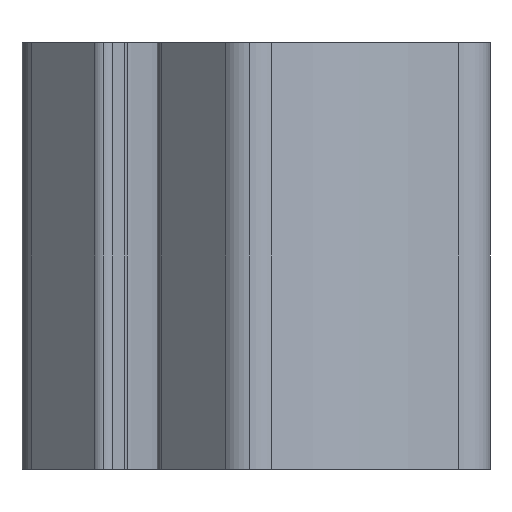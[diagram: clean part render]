
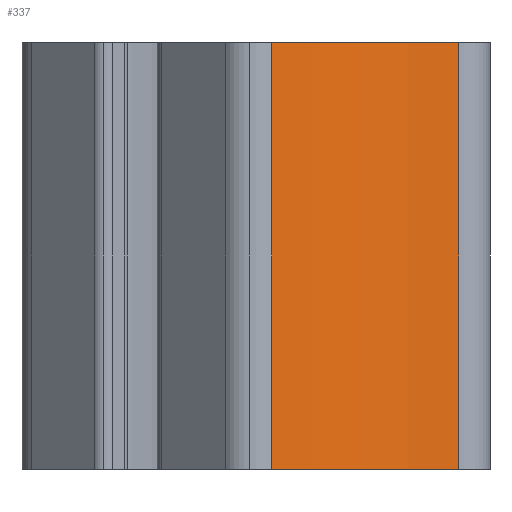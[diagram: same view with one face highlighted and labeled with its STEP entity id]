
A CAD part, left-side view. The second image highlights one B-rep face of the part: STEP entity #337.
In plain terms, the highlighted cylindrical face has radius 40 mm (diameter 80 mm), a partial arc.
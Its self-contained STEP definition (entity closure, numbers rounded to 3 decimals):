
#70 = FACE_OUTER_BOUND ( 'NONE', #2114, .T. ) ;
#81 = DIRECTION ( 'NONE',  ( -1., 0., 0. ) ) ;
#84 = VERTEX_POINT ( 'NONE', #100 ) ;
#100 = CARTESIAN_POINT ( 'NONE',  ( -15.598, -19.325, 25. ) ) ;
#108 = VERTEX_POINT ( 'NONE', #639 ) ;
#167 = VECTOR ( 'NONE', #1793, 1000. ) ;
#246 = DIRECTION ( 'NONE',  ( 0., 0., -1. ) ) ;
#273 = CARTESIAN_POINT ( 'NONE',  ( -55.433, -22.961, 25. ) ) ;
#337 = ADVANCED_FACE ( 'NONE', ( #70 ), #1736, .F. ) ;
#481 = DIRECTION ( 'NONE',  ( 1., 0., 0. ) ) ;
#626 = DIRECTION ( 'NONE',  ( 1., 0., 0. ) ) ;
#639 = CARTESIAN_POINT ( 'NONE',  ( -24.694, 2.635, 25. ) ) ;
#672 = AXIS2_PLACEMENT_3D ( 'NONE', #1353, #2103, #81 ) ;
#718 = ORIENTED_EDGE ( 'NONE', *, *, #2375, .F. ) ;
#731 = VECTOR ( 'NONE', #1471, 1000. ) ;
#741 = ORIENTED_EDGE ( 'NONE', *, *, #1929, .F. ) ;
#758 = EDGE_CURVE ( 'NONE', #108, #950, #1038, .T. ) ;
#781 = CARTESIAN_POINT ( 'NONE',  ( -55.433, -22.961, -25. ) ) ;
#788 = CIRCLE ( 'NONE', #941, 40. ) ;
#941 = AXIS2_PLACEMENT_3D ( 'NONE', #781, #1907, #626 ) ;
#950 = VERTEX_POINT ( 'NONE', #1465 ) ;
#1038 = LINE ( 'NONE', #1780, #167 ) ;
#1145 = CARTESIAN_POINT ( 'NONE',  ( -15.598, -19.325, 25. ) ) ;
#1165 = ORIENTED_EDGE ( 'NONE', *, *, #2108, .T. ) ;
#1239 = AXIS2_PLACEMENT_3D ( 'NONE', #273, #246, #481 ) ;
#1341 = VERTEX_POINT ( 'NONE', #1448 ) ;
#1353 = CARTESIAN_POINT ( 'NONE',  ( -55.433, -22.961, 25. ) ) ;
#1448 = CARTESIAN_POINT ( 'NONE',  ( -15.598, -19.325, -25. ) ) ;
#1465 = CARTESIAN_POINT ( 'NONE',  ( -24.694, 2.635, -25. ) ) ;
#1471 = DIRECTION ( 'NONE',  ( 0., 0., -1. ) ) ;
#1736 = CYLINDRICAL_SURFACE ( 'NONE', #672, 40. ) ;
#1780 = CARTESIAN_POINT ( 'NONE',  ( -24.694, 2.635, 25. ) ) ;
#1793 = DIRECTION ( 'NONE',  ( 0., 0., -1. ) ) ;
#1852 = LINE ( 'NONE', #1145, #731 ) ;
#1907 = DIRECTION ( 'NONE',  ( 0., 0., -1. ) ) ;
#1915 = ORIENTED_EDGE ( 'NONE', *, *, #758, .T. ) ;
#1929 = EDGE_CURVE ( 'NONE', #84, #1341, #1852, .T. ) ;
#1975 = CIRCLE ( 'NONE', #1239, 40. ) ;
#2103 = DIRECTION ( 'NONE',  ( 0., 0., -1. ) ) ;
#2108 = EDGE_CURVE ( 'NONE', #950, #1341, #788, .T. ) ;
#2114 = EDGE_LOOP ( 'NONE', ( #1165, #741, #718, #1915 ) ) ;
#2375 = EDGE_CURVE ( 'NONE', #108, #84, #1975, .T. ) ;
